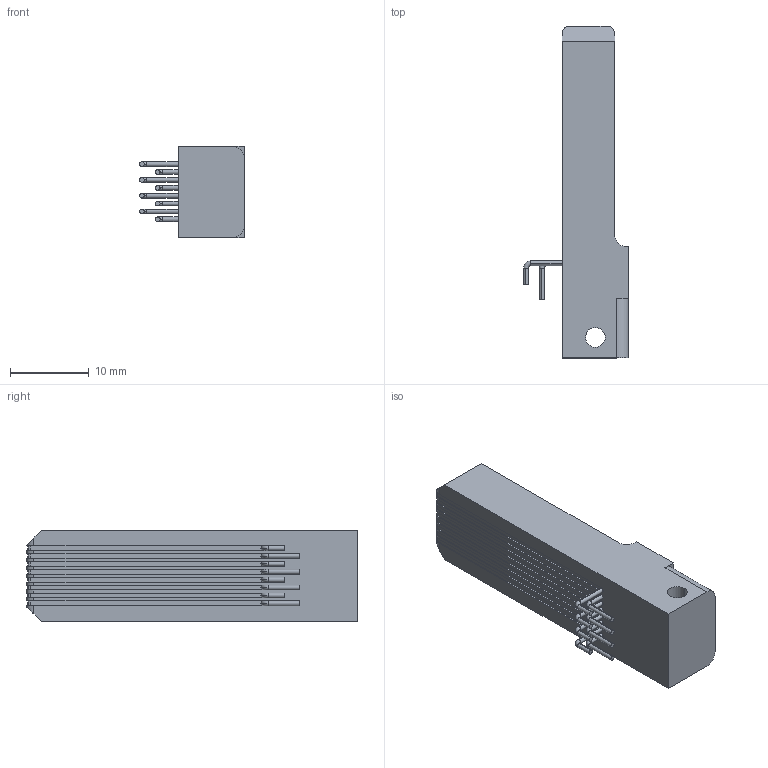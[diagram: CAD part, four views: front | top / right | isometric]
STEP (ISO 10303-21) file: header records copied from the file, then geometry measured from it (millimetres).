
FILE_DESCRIPTION (( 'STEP AP214' ), '1' );
FILE_NAME ('17826~0.STEP', '2019-06-05T13:33:44', ( '' ), ( '' ), 'SwSTEP 2.0', 'SolidWorks 2018', '' );
FILE_SCHEMA (( 'AUTOMOTIVE_DESIGN' ));
Length unit declared in the file: millimetre
Products named in the file (1): 17826~0
Bounding box: 13.3 x 42.1 x 11.56 mm (x, y, z)
Volume: 3391.4 mm3; surface area: 2105.4 mm2
Topology: 9 solids, 9 shells, 210 faces, 576 edges, 384 vertices
Faces by surface type: plane 115, cylinder 79, torus 16
Entity records: 8942 total; most frequent: DIRECTION 1260, CARTESIAN_POINT 1183, ORIENTED_EDGE 1152, EDGE_CURVE 576, AXIS2_PLACEMENT_3D 477, VERTEX_POINT 384, VECTOR 306, LINE 306
